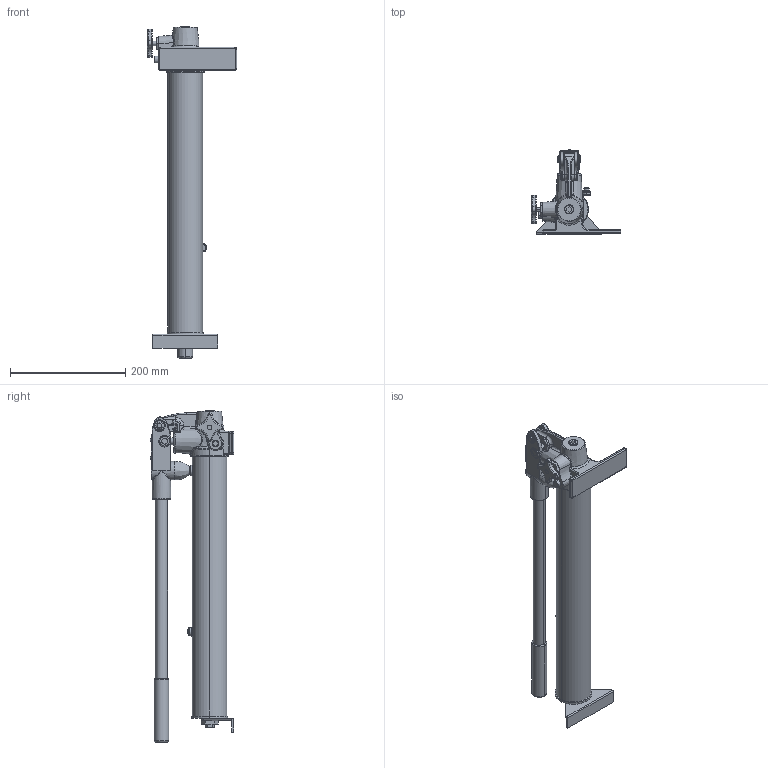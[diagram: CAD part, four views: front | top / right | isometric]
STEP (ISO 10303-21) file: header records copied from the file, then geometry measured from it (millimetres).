
FILE_DESCRIPTION (( 'STEP AP214' ), '1' );
FILE_NAME ('HP110.STEP', '2016-09-07T12:58:31', ( '' ), ( '' ), 'SwSTEP 2.0', 'SolidWorks 2016', '' );
FILE_SCHEMA (( 'AUTOMOTIVE_DESIGN' ));
Length unit declared in the file: millimetre
Products named in the file (1): HP110
Bounding box: 154.5 x 145.2 x 575 mm (x, y, z)
Volume: 1952416.4 mm3; surface area: 194828.4 mm2
Topology: 1 solids, 1 shells, 486 faces, 1156 edges, 678 vertices
Faces by surface type: plane 131, cylinder 128, torus 92, bspline 91, cone 41, sphere 3
Entity records: 19499 total; most frequent: CARTESIAN_POINT 8243, ORIENTED_EDGE 2278, DIRECTION 2158, EDGE_CURVE 1139, AXIS2_PLACEMENT_3D 898, VERTEX_POINT 678, EDGE_LOOP 513, CIRCLE 502
